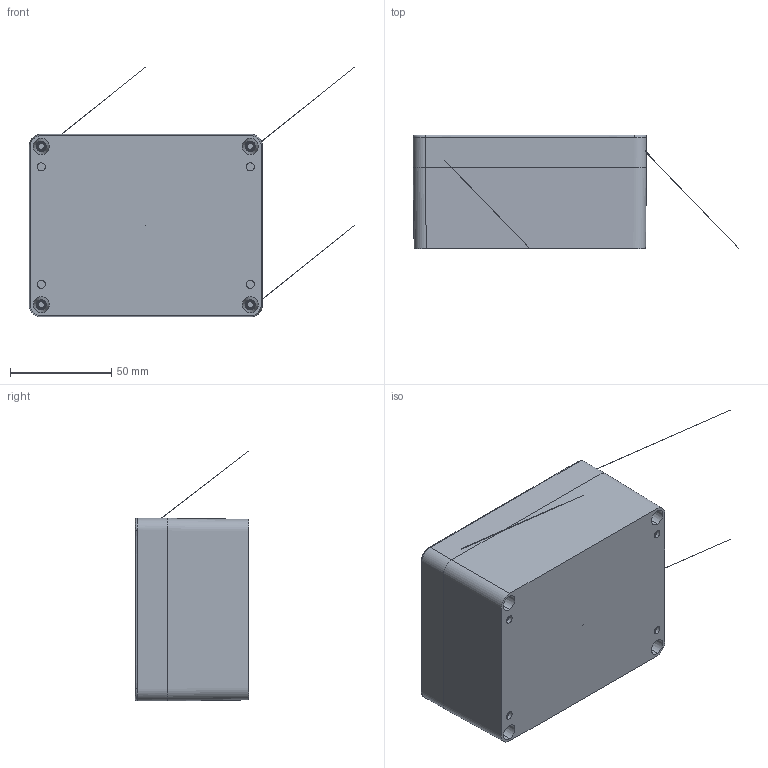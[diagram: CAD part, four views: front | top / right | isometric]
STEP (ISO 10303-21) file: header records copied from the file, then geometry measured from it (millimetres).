
FILE_DESCRIPTION (( 'STEP AP214' ), '1' );
FILE_NAME ('IP67 Junction Box with Clear Cover, 115 mm x 90 mm x 55 mm.STEP', '2023-03-06T00:46:48', ( '' ), ( '' ), 'SwSTEP 2.0', 'SolidWorks 2018', '' );
FILE_SCHEMA (( 'AUTOMOTIVE_DESIGN' ));
Length unit declared in the file: millimetre
Products named in the file (8): IP67 Junction Box with Clear Cover, 115 mm x 90 mm x 55 mm; Bottom Subassy, IP67 Junction Box with Clear Cover, 115 mm x 90 mm x 55 mm; M4 Insert, IP67 Junction Box with Clear Cover, 115 mm x 90 mm x 55 mm_default; Cover, IP67 Junction Box with Clear Cover, 115 mm x 90 mm x 55 mm; Top Cover Subassy, IP67 Junction Box with Clear Cover, 115 mm x 90 mm x 55 mm; M4 x 20 mm Length, Stainless Steel Phillips Flat Head Screw_default; Enclosure, IP67 Junction Box with Clear Cover, 115 mm x 90 mm x 55 mm; O-ring, IP67 Junction Box with Clear Cover, 115 mm x 90 mm x 55 mm
Assembly tree (13 placements, depth 3):
  IP67 Junction Box with Clear Cover, 115 mm x 90 mm x 55 mm
    Bottom Subassy, IP67 Junction Box with Clear Cover, 115 mm x 90 mm x 55 mm
      Enclosure, IP67 Junction Box with Clear Cover, 115 mm x 90 mm x 55 mm
      M4 Insert, IP67 Junction Box with Clear Cover, 115 mm x 90 mm x 55 mm_default  x4
    Top Cover Subassy, IP67 Junction Box with Clear Cover, 115 mm x 90 mm x 55 mm
      Cover, IP67 Junction Box with Clear Cover, 115 mm x 90 mm x 55 mm
      O-ring, IP67 Junction Box with Clear Cover, 115 mm x 90 mm x 55 mm
      M4 x 20 mm Length, Stainless Steel Phillips Flat Head Screw_default  x4
Bounding box: 160.54 x 56 x 123.11 mm (x, y, z)
Volume: 140680.5 mm3; surface area: 103935.9 mm2
Topology: 11 solids, 11 shells, 1077 faces, 3127 edges, 2099 vertices
Faces by surface type: cylinder 584, plane 361, bspline 76, cone 56
Entity records: 31181 total; most frequent: CARTESIAN_POINT 18252, ORIENTED_EDGE 2816, DIRECTION 2543, EDGE_CURVE 1408, VERTEX_POINT 956, AXIS2_PLACEMENT_3D 908, VECTOR 727, LINE 727
